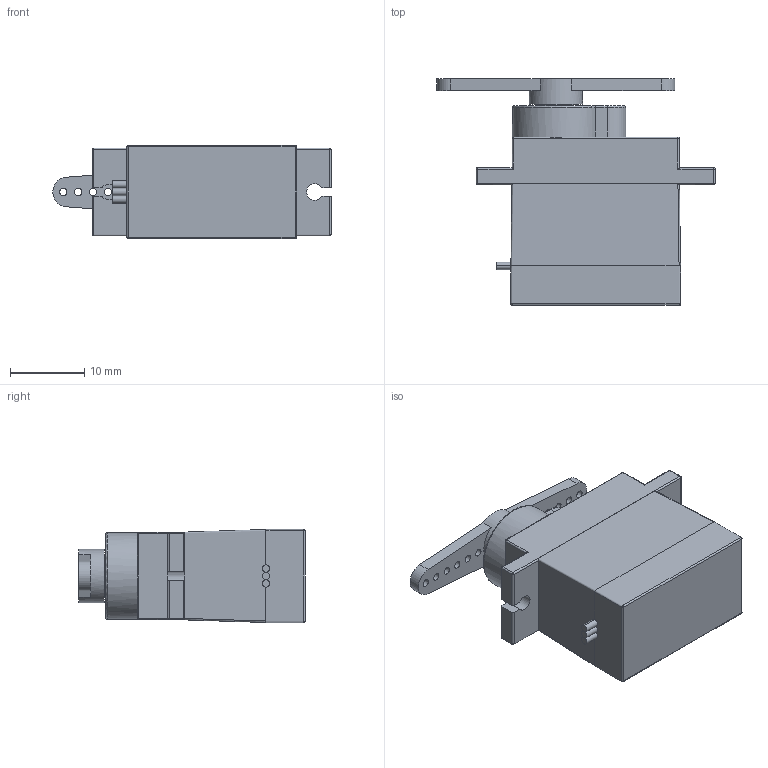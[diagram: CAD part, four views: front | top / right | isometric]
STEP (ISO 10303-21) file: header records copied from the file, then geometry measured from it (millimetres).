
FILE_DESCRIPTION(/* description */ (''),/* implementation_level */ '2;1');
FILE_NAME(/* name */ 'cbc46877-fc8d-4701-9f52-4a24bae4b8d3.stp',/* time_stamp */ '2019-01-08T14:38:08+00:00',/* author */ (''),/* organization */ (''),/* preprocessor_version */ 'ST-DEVELOPER v17.2',/* originating_system */ 'Autodesk Translation Framework v7.6.0.251',/* authorisation */ '');
FILE_SCHEMA (('AUTOMOTIVE_DESIGN { 1 0 10303 214 3 1 1 }'));
Length unit declared in the file: millimetre
Products named in the file (2): 9g servo; horn
Assembly tree (1 placements, depth 2):
  9g servo
    horn
Bounding box: 37.4 x 30.47 x 12.5 mm (x, y, z)
Volume: 7263 mm3; surface area: 3207.2 mm2
Topology: 6 solids, 6 shells, 136 faces, 310 edges, 188 vertices
Faces by surface type: cylinder 69, plane 49, sphere 16, torus 2
Full cylindrical faces by diameter (mm): 1 x13, 1.7 x2, 4.6 x2, 4.85 x1, 7.16 x1
Entity records: 4126 total; most frequent: CARTESIAN_POINT 822, DIRECTION 712, ORIENTED_EDGE 620, EDGE_CURVE 310, AXIS2_PLACEMENT_3D 276, VERTEX_POINT 188, EDGE_LOOP 166, LINE 160
